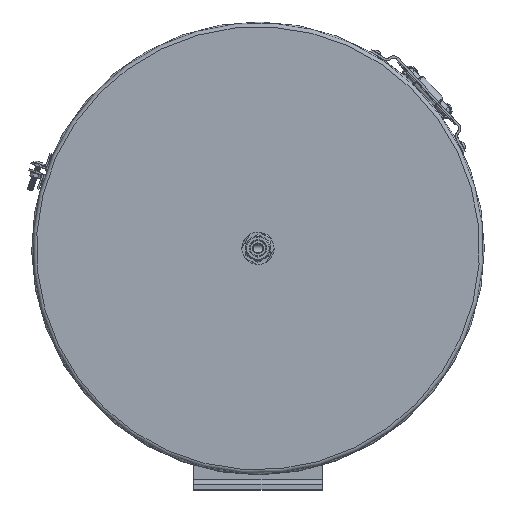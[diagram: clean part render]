
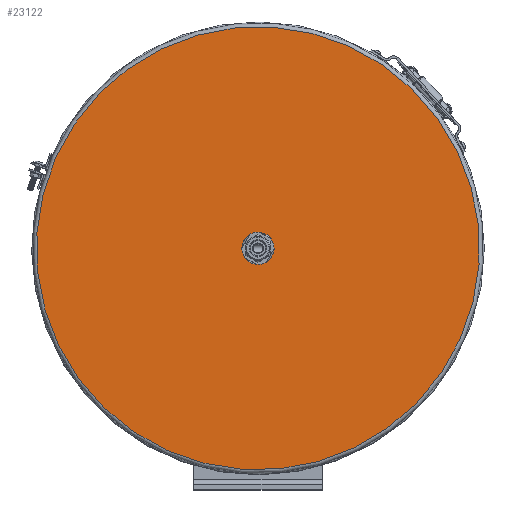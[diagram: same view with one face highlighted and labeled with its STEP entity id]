
A CAD part, top view. The second image highlights one B-rep face of the part: STEP entity #23122.
In plain terms, the highlighted planar face has unit normal (0, 0, 1).
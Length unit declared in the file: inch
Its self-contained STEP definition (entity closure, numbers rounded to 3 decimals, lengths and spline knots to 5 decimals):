
#22739=CARTESIAN_POINT('',(-0.7213,-2.24033,7.82804));
#22740=VERTEX_POINT('',#22739);
#22741=CARTESIAN_POINT('',(0.,-2.03485,7.82804));
#22742=DIRECTION('',(0.,0.,1.0));
#22743=DIRECTION('',(-0.962,-0.274,0.));
#22744=AXIS2_PLACEMENT_3D('',#22741,#22742,#22743);
#22745=CIRCLE('',#22744,0.75);
#22746=EDGE_CURVE('',#22740,#22740,#22745,.T.);
#23096=CARTESIAN_POINT('',(-9.93206,-4.8642,7.82804));
#23097=VERTEX_POINT('',#23096);
#23098=CARTESIAN_POINT('',(0.,-2.03485,7.82804));
#23099=DIRECTION('',(0.,0.,1.0));
#23100=DIRECTION('',(-0.962,-0.274,0.));
#23101=AXIS2_PLACEMENT_3D('',#23098,#23099,#23100);
#23102=CIRCLE('',#23101,10.3272);
#23103=EDGE_CURVE('',#23097,#23097,#23102,.T.);
#23111=CARTESIAN_POINT('',(-5.32668,-3.55226,7.82804));
#23112=DIRECTION('',(0.0,0.0,1.0));
#23113=DIRECTION('',(0.274,-0.962,0.0));
#23114=AXIS2_PLACEMENT_3D('',#23111,#23112,#23113);
#23115=PLANE('',#23114);
#23116=ORIENTED_EDGE('',*,*,#23103,.T.);
#23117=EDGE_LOOP('',(#23116));
#23118=FACE_OUTER_BOUND('',#23117,.T.);
#23119=ORIENTED_EDGE('',*,*,#22746,.F.);
#23120=EDGE_LOOP('',(#23119));
#23121=FACE_BOUND('',#23120,.T.);
#23122=ADVANCED_FACE('',(#23118,#23121),#23115,.T.);
